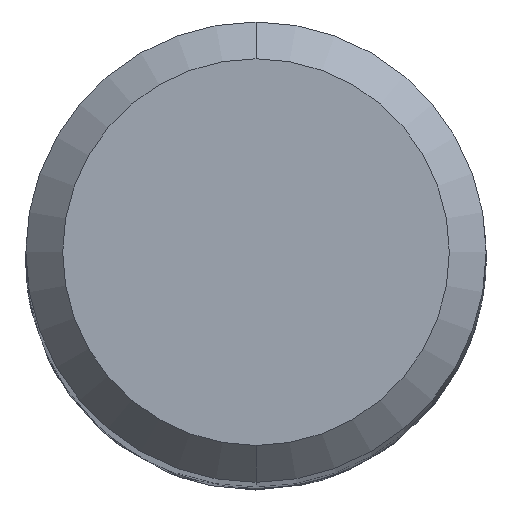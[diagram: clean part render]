
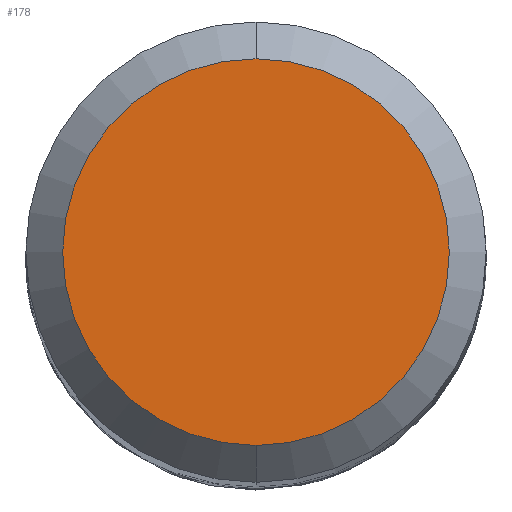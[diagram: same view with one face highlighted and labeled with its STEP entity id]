
A CAD part, top view. The second image highlights one B-rep face of the part: STEP entity #178.
In plain terms, the highlighted planar face has unit normal (0, 0, 1).
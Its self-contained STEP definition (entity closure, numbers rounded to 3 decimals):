
#178=ADVANCED_FACE('',(#469),#470,.T.);
#384=VERTEX_POINT('',#695);
#406=EDGE_CURVE('',#384,#416,#720,.T.);
#416=VERTEX_POINT('',#731);
#424=EDGE_CURVE('',#416,#384,#739,.T.);
#469=FACE_OUTER_BOUND('',#1054,.T.);
#470=PLANE('',#1055);
#695=CARTESIAN_POINT('',(0.0,2.1,0.0));
#720=CIRCLE('',#2718,2.1);
#731=CARTESIAN_POINT('',(0.,-2.1,0.0));
#739=CIRCLE('',#2758,2.1);
#1054=EDGE_LOOP('',(#2793,#2794));
#1055=AXIS2_PLACEMENT_3D('',#2795,#2796,#2797);
#2718=AXIS2_PLACEMENT_3D('',#3073,#3074,#3075);
#2758=AXIS2_PLACEMENT_3D('',#3103,#3104,#3105);
#2793=ORIENTED_EDGE('',*,*,#406,.F.);
#2794=ORIENTED_EDGE('',*,*,#424,.F.);
#2795=CARTESIAN_POINT('',(0.0,1.05,0.0));
#2796=DIRECTION('',(-0.0,0.0,1.0));
#2797=DIRECTION('',(0.0,-1.0,0.0));
#3073=CARTESIAN_POINT('',(0.0,0.0,0.0));
#3074=DIRECTION('',(0.0,0.0,-1.0));
#3075=DIRECTION('',(0.0,1.0,0.0));
#3103=CARTESIAN_POINT('',(0.0,0.0,0.0));
#3104=DIRECTION('',(0.0,0.0,-1.0));
#3105=DIRECTION('',(0.0,1.0,0.0));
